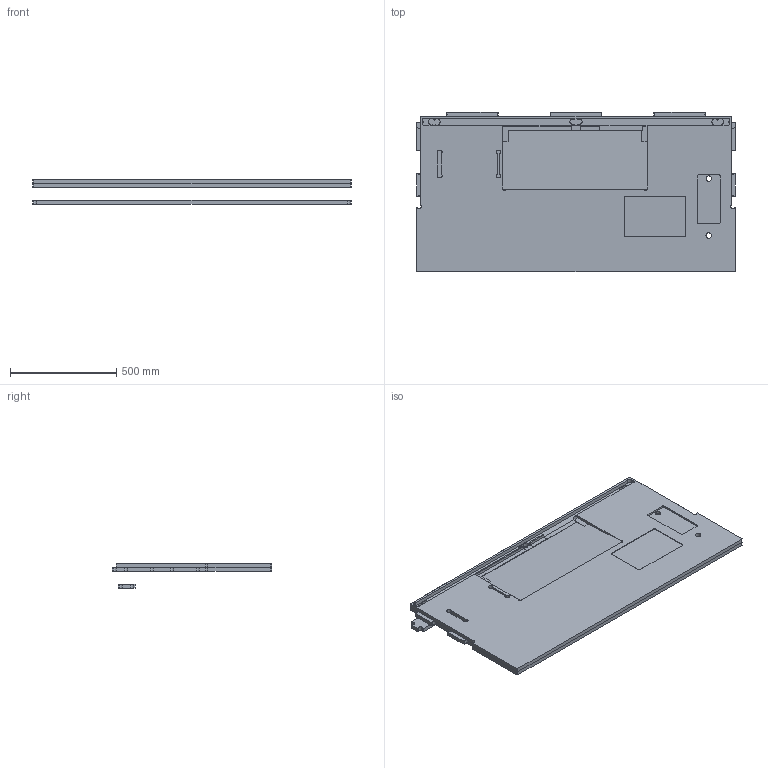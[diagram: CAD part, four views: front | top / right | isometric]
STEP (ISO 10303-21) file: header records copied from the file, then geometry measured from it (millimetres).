
FILE_DESCRIPTION(/* description */ ('STEP AP242','CAx-IF Rec.Pracs.---Representation and Presentation of Product Manufacturing Information (PMI)---4.0---2014-10-13','CAx-IF Rec.Pracs.---3D Tessellated Geometry---0.4---2014-09-14','2;1'),/* implementation_level */ '2;1');
FILE_NAME(/* name */ '68dd2413d5e888e26c9e88d8',/* time_stamp */ '2025-10-01T12:52:36Z',/* author */ (''),/* organization */ (''),/* preprocessor_version */ 'ST-DEVELOPER v20',/* originating_system */ 'ONSHAPE BY PTC INC, 1.204',/* authorisation */ ' ');
FILE_SCHEMA (('AP242_MANAGED_MODEL_BASED_3D_ENGINEERING_MIM_LF { 1 0 10303 442 1 1 4 }'));
Length unit declared in the file: metre
Products named in the file (4): Plateau Haut; new  cache cable dessous; dessous oscillo; Plateau Bas
Bounding box: 1500 x 750 x 116 mm (x, y, z)
Volume: 38384101 mm3; surface area: 4852791.3 mm2
Topology: 4 solids, 4 shells, 173 faces, 488 edges, 325 vertices
Faces by surface type: plane 109, cylinder 64
Full cylindrical faces by diameter (mm): 25.4 x4
Entity records: 5721 total; most frequent: CARTESIAN_POINT 986, ORIENTED_EDGE 968, DIRECTION 966, EDGE_CURVE 484, LINE 356, VECTOR 356, VERTEX_POINT 325, AXIS2_PLACEMENT_3D 305
